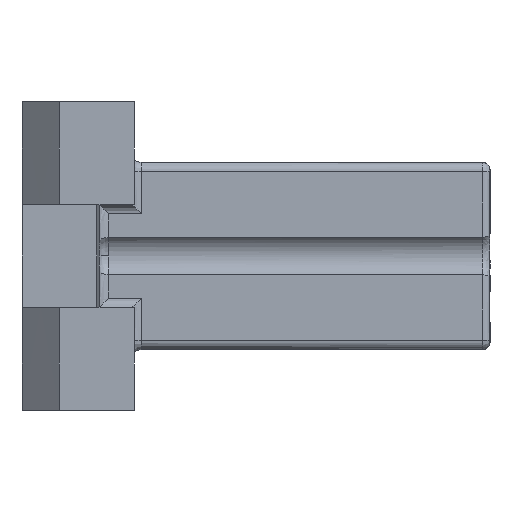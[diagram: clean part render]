
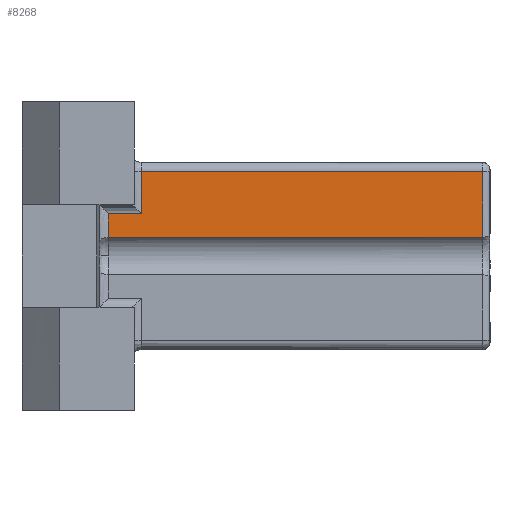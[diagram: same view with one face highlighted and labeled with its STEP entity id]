
A CAD part, left-side view. The second image highlights one B-rep face of the part: STEP entity #8268.
In plain terms, the highlighted planar face has unit normal (-1, 0, 0).
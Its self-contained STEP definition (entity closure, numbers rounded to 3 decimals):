
#358 = CARTESIAN_POINT ( 'NONE',  ( -167.5, -22., 1. ) ) ;
#405 = ORIENTED_EDGE ( 'NONE', *, *, #13095, .T. ) ;
#702 = VECTOR ( 'NONE', #14669, 1000. ) ;
#762 = CARTESIAN_POINT ( 'NONE',  ( -167.5, -1.617, 0.963 ) ) ;
#817 = CARTESIAN_POINT ( 'NONE',  ( -167.5, -3.381, 4.5 ) ) ;
#848 = EDGE_CURVE ( 'NONE', #5849, #9131, #8721, .T. ) ;
#1003 = DIRECTION ( 'NONE',  ( 0., 1., 0. ) ) ;
#1090 = ORIENTED_EDGE ( 'NONE', *, *, #848, .T. ) ;
#1720 = PLANE ( 'NONE',  #4456 ) ;
#1740 = VECTOR ( 'NONE', #1003, 1000. ) ;
#2310 = EDGE_LOOP ( 'NONE', ( #4778, #5427, #10912, #1090, #2385, #405 ) ) ;
#2385 = ORIENTED_EDGE ( 'NONE', *, *, #14428, .F. ) ;
#2630 = CARTESIAN_POINT ( 'NONE',  ( -167.5, -3.381, 2.25 ) ) ;
#2641 = DIRECTION ( 'NONE',  ( 0., 1., 0. ) ) ;
#3358 = LINE ( 'NONE', #4575, #1740 ) ;
#4456 = AXIS2_PLACEMENT_3D ( 'NONE', #358, #11068, #10921 ) ;
#4537 = CARTESIAN_POINT ( 'NONE',  ( -167.5, -21.6, 1. ) ) ;
#4575 = CARTESIAN_POINT ( 'NONE',  ( -167.5, -22., 4.5 ) ) ;
#4778 = ORIENTED_EDGE ( 'NONE', *, *, #11057, .T. ) ;
#5036 = CARTESIAN_POINT ( 'NONE',  ( -167.5, -1.617, 2.25 ) ) ;
#5213 = CARTESIAN_POINT ( 'NONE',  ( -167.5, -21.6, 1. ) ) ;
#5427 = ORIENTED_EDGE ( 'NONE', *, *, #6965, .T. ) ;
#5759 = EDGE_CURVE ( 'NONE', #5849, #13789, #6746, .T. ) ;
#5849 = VERTEX_POINT ( 'NONE', #2630 ) ;
#5918 = LINE ( 'NONE', #11621, #8764 ) ;
#6605 = VECTOR ( 'NONE', #14945, 1000. ) ;
#6746 = LINE ( 'NONE', #11303, #6605 ) ;
#6965 = EDGE_CURVE ( 'NONE', #7167, #13789, #3358, .T. ) ;
#7167 = VERTEX_POINT ( 'NONE', #13810 ) ;
#7504 = CARTESIAN_POINT ( 'NONE',  ( -167.5, -22., 2.25 ) ) ;
#8268 = ADVANCED_FACE ( 'NONE', ( #9856 ), #1720, .T. ) ;
#8275 = VECTOR ( 'NONE', #14879, 1000. ) ;
#8457 = VERTEX_POINT ( 'NONE', #5213 ) ;
#8721 = LINE ( 'NONE', #7504, #10122 ) ;
#8764 = VECTOR ( 'NONE', #11549, 1000. ) ;
#9131 = VERTEX_POINT ( 'NONE', #5036 ) ;
#9652 = CARTESIAN_POINT ( 'NONE',  ( -167.5, -1.619, 1. ) ) ;
#9856 = FACE_OUTER_BOUND ( 'NONE', #2310, .T. ) ;
#10122 = VECTOR ( 'NONE', #2641, 1000. ) ;
#10251 = LINE ( 'NONE', #4537, #8275 ) ;
#10543 = VERTEX_POINT ( 'NONE', #9652 ) ;
#10912 = ORIENTED_EDGE ( 'NONE', *, *, #5759, .F. ) ;
#10921 = DIRECTION ( 'NONE',  ( 0., 0., 1. ) ) ;
#11057 = EDGE_CURVE ( 'NONE', #8457, #7167, #10251, .T. ) ;
#11068 = DIRECTION ( 'NONE',  ( -1., 0., 0. ) ) ;
#11303 = CARTESIAN_POINT ( 'NONE',  ( -167.5, -3.381, 2.67 ) ) ;
#11549 = DIRECTION ( 'NONE',  ( 0., -1., 0. ) ) ;
#11621 = CARTESIAN_POINT ( 'NONE',  ( -167.5, -22., 1. ) ) ;
#13095 = EDGE_CURVE ( 'NONE', #10543, #8457, #5918, .T. ) ;
#13789 = VERTEX_POINT ( 'NONE', #817 ) ;
#13810 = CARTESIAN_POINT ( 'NONE',  ( -167.5, -21.6, 4.5 ) ) ;
#14428 = EDGE_CURVE ( 'NONE', #10543, #9131, #14985, .T. ) ;
#14669 = DIRECTION ( 'NONE',  ( 0., 0., 1. ) ) ;
#14879 = DIRECTION ( 'NONE',  ( 0., 0., 1. ) ) ;
#14945 = DIRECTION ( 'NONE',  ( 0., 0., 1. ) ) ;
#14985 = LINE ( 'NONE', #762, #702 ) ;
